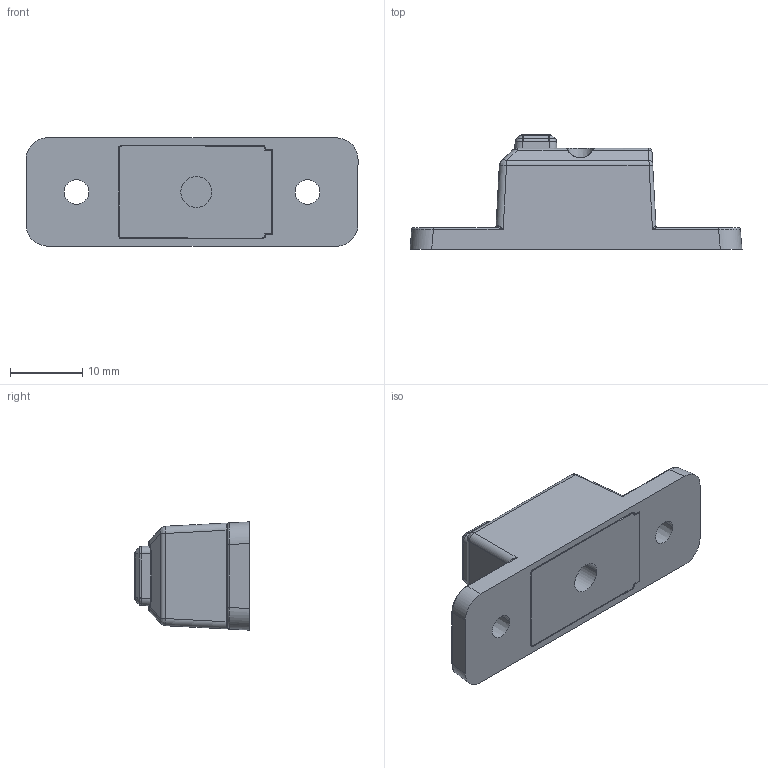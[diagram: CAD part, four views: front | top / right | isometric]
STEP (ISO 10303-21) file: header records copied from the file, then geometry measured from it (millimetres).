
FILE_DESCRIPTION (( 'STEP AP214' ), '1' );
FILE_NAME ('REV-31-1425.STEP', '2018-05-08T17:52:49', ( '' ), ( '' ), 'SwSTEP 2.0', 'SolidWorks 2017', '' );
FILE_SCHEMA (( 'AUTOMOTIVE_DESIGN' ));
Length unit declared in the file: millimetre
Products named in the file (8): REV-31-1425-2-case bottom; switch_PCB; soft_press_button; REV-31-1425-1-case top; switch_plunger_1; S4B-PH-K-S; 3mm_LED; REV-31-1425
Assembly tree (7 placements, depth 2):
  REV-31-1425
    switch_PCB
    S4B-PH-K-S
    soft_press_button
    switch_plunger_1
    REV-31-1425-1-case top
    3mm_LED
    REV-31-1425-2-case bottom
Bounding box: 46 x 15.9 x 15 mm (x, y, z)
Volume: 3653 mm3; surface area: 5657.9 mm2
Topology: 7 solids, 7 shells, 617 faces, 1584 edges, 977 vertices
Faces by surface type: plane 268, cylinder 196, bspline 139, cone 14
Entity records: 29407 total; most frequent: CARTESIAN_POINT 8582, ORIENTED_EDGE 3148, DIRECTION 2387, EDGE_CURVE 1574, VERTEX_POINT 976, LINE 903, VECTOR 903, AXIS2_PLACEMENT_3D 742
